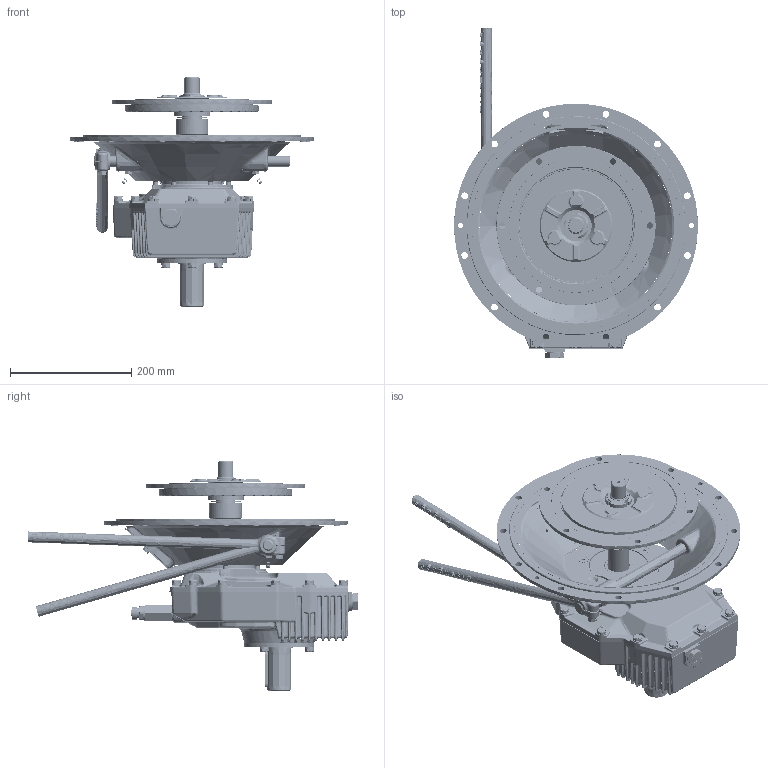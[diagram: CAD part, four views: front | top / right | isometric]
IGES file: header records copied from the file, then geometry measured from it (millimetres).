
Start section: SolidWorks IGES file using analytic representation for surfaces
Global section: file name: PX1029036C.igs; native system: SolidWorks 2015; preprocessor: SolidWorks 2015; author: smtservice; date: 190326.091808; units: millimetre
Bounding box: 403 x 548.47 x 378.5 mm (x, y, z)
Surface area: 966155.3 mm2 (no closed solid volume)
Topology: 0 solids, 1 shells, 4881 faces, 61605 edges, 61047 vertices
Faces by surface type: bspline 3587, revolution 1294
